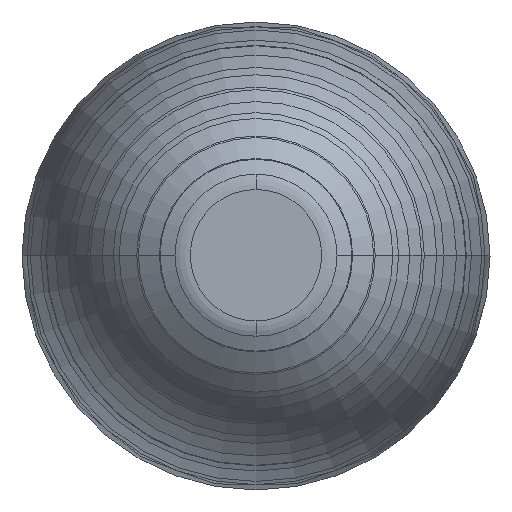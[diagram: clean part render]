
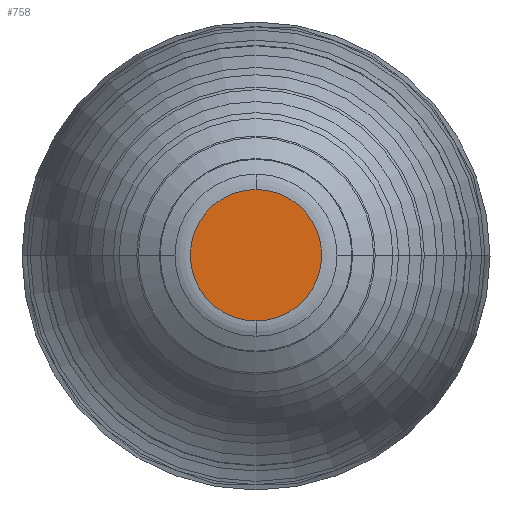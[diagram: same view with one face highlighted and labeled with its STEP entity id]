
A CAD part, top view. The second image highlights one B-rep face of the part: STEP entity #758.
In plain terms, the highlighted planar face has unit normal (0, 0, 1).
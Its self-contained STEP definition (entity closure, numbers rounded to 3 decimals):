
#758=ADVANCED_FACE('',(#1483),#1484,.T.);
#1483=FACE_OUTER_BOUND('',#2432,.T.);
#1484=PLANE('',#2433);
#2432=EDGE_LOOP('',(#8959,#8960,#8961));
#2433=AXIS2_PLACEMENT_3D('',#8962,#8963,#8964);
#8959=ORIENTED_EDGE('',*,*,#10513,.F.);
#8960=ORIENTED_EDGE('',*,*,#10514,.F.);
#8961=ORIENTED_EDGE('',*,*,#10515,.F.);
#8962=CARTESIAN_POINT('',(-111.802,5.836,103.584));
#8963=DIRECTION('',(0.0,0.,1.0));
#8964=DIRECTION('',(-1.0,0.0,-0.0));
#10513=EDGE_CURVE('',#11349,#11350,#11351,.T.);
#10514=EDGE_CURVE('',#11352,#11349,#11353,.T.);
#10515=EDGE_CURVE('',#11350,#11352,#11354,.T.);
#11349=VERTEX_POINT('',#12399);
#11350=VERTEX_POINT('',#12400);
#11351=CIRCLE('',#12401,3.784);
#11352=VERTEX_POINT('',#12402);
#11353=CIRCLE('',#12403,3.784);
#11354=CIRCLE('',#12404,3.784);
#12399=CARTESIAN_POINT('',(-113.784,5.836,103.584));
#12400=CARTESIAN_POINT('',(-110.0,9.62,103.584));
#12401=AXIS2_PLACEMENT_3D('',#14778,#14779,#14780);
#12402=CARTESIAN_POINT('',(-110.0,2.051,103.584));
#12403=AXIS2_PLACEMENT_3D('',#14781,#14782,#14783);
#12404=AXIS2_PLACEMENT_3D('',#14784,#14785,#14786);
#14778=CARTESIAN_POINT('',(-110.0,5.836,103.584));
#14779=DIRECTION('',(0.0,0.,-1.0));
#14780=DIRECTION('',(1.0,0.,0.));
#14781=CARTESIAN_POINT('',(-110.0,5.836,103.584));
#14782=DIRECTION('',(0.0,0.,-1.0));
#14783=DIRECTION('',(1.0,0.,0.));
#14784=CARTESIAN_POINT('',(-110.0,5.836,103.584));
#14785=DIRECTION('',(0.0,0.,-1.0));
#14786=DIRECTION('',(1.0,0.,0.));
